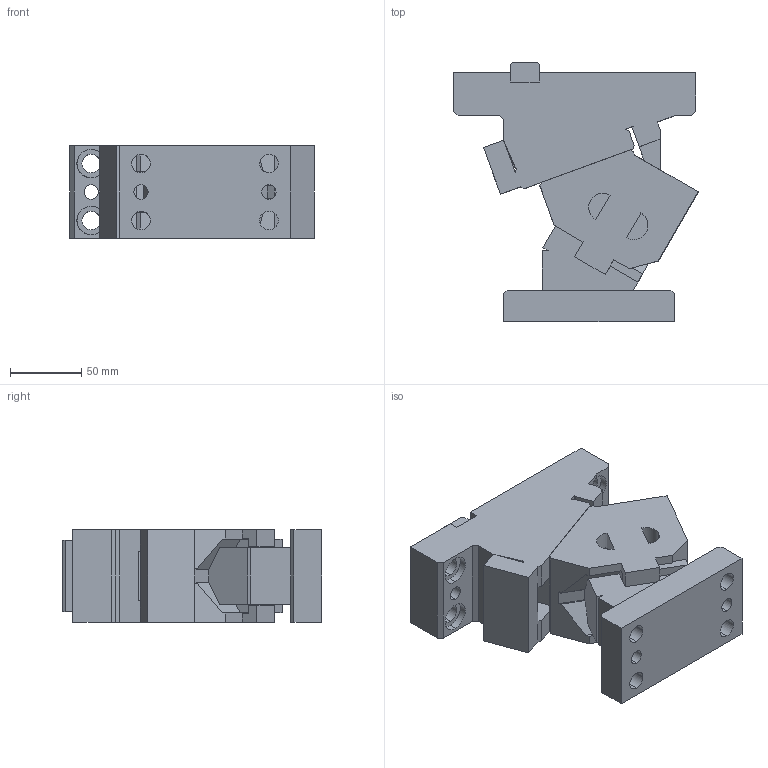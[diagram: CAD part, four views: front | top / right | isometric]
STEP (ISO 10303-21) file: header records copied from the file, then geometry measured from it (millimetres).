
FILE_DESCRIPTION(('CATIA V5 STEP Exchange'),'2;1');
FILE_NAME('CACG_65_30.stp','2015-04-21T15:36:38+00:00',('none'),('none'),'CATIA Version 5 Release 19 SP 2 (IN-10)','CATIA V5 STEP AP203','none');
FILE_SCHEMA(('CONFIG_CONTROL_DESIGN'));
Length unit declared in the file: millimetre
Products named in the file (1): CACG_65_30
Bounding box: 171.78 x 182.5 x 65 mm (x, y, z)
Volume: 1135171.1 mm3; surface area: 160104.4 mm2
Topology: 3 solids, 3 shells, 219 faces, 616 edges, 407 vertices
Faces by surface type: plane 155, cylinder 62, bspline 2
Entity records: 7587 total; most frequent: CARTESIAN_POINT 1986, ORIENTED_EDGE 1232, DIRECTION 971, EDGE_CURVE 616, VECTOR 480, LINE 480, VERTEX_POINT 407, AXIS2_PLACEMENT_3D 290
